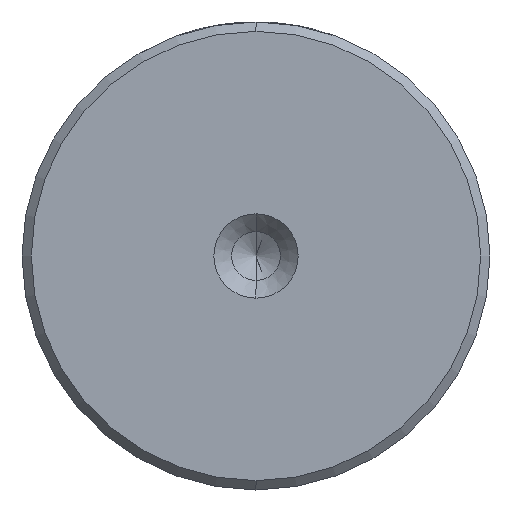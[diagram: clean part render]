
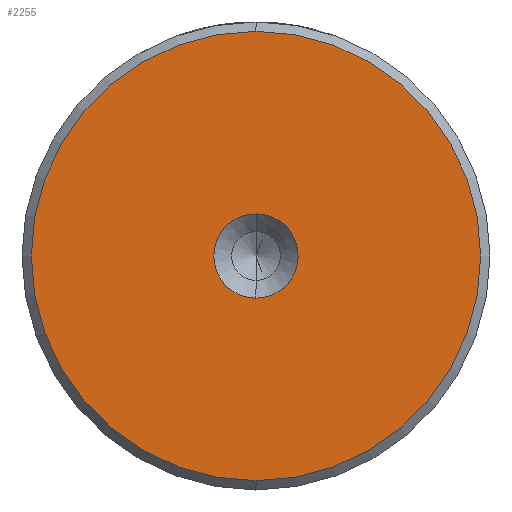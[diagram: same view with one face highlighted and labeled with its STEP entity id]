
A CAD part, left-side view. The second image highlights one B-rep face of the part: STEP entity #2255.
In plain terms, the highlighted planar face has unit normal (-1, 0, 0).
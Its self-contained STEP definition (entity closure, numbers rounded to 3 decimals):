
#4 = CIRCLE ( 'NONE', #2774, 2.25 ) ;
#168 = DIRECTION ( 'NONE',  ( -1., 0., 0. ) ) ;
#227 = ORIENTED_EDGE ( 'NONE', *, *, #3131, .F. ) ;
#286 = EDGE_CURVE ( 'NONE', #501, #1512, #4, .T. ) ;
#407 = EDGE_LOOP ( 'NONE', ( #1716, #227 ) ) ;
#501 = VERTEX_POINT ( 'NONE', #3048 ) ;
#644 = CIRCLE ( 'NONE', #2389, 12. ) ;
#808 = VERTEX_POINT ( 'NONE', #2497 ) ;
#852 = CARTESIAN_POINT ( 'NONE',  ( 0., 0., 0. ) ) ;
#905 = EDGE_CURVE ( 'NONE', #808, #1557, #644, .T. ) ;
#914 = CARTESIAN_POINT ( 'NONE',  ( 0., 0., -2.25 ) ) ;
#1038 = CARTESIAN_POINT ( 'NONE',  ( 0., 0., 0. ) ) ;
#1104 = DIRECTION ( 'NONE',  ( 0., 0., 1. ) ) ;
#1112 = AXIS2_PLACEMENT_3D ( 'NONE', #852, #2689, #1104 ) ;
#1128 = CIRCLE ( 'NONE', #1665, 12. ) ;
#1171 = ORIENTED_EDGE ( 'NONE', *, *, #905, .T. ) ;
#1193 = DIRECTION ( 'NONE',  ( -1., 0., 0. ) ) ;
#1256 = FACE_OUTER_BOUND ( 'NONE', #2007, .T. ) ;
#1276 = DIRECTION ( 'NONE',  ( -1., 0., 0. ) ) ;
#1315 = DIRECTION ( 'NONE',  ( 0., 0., 1. ) ) ;
#1512 = VERTEX_POINT ( 'NONE', #914 ) ;
#1522 = EDGE_CURVE ( 'NONE', #1557, #808, #1128, .T. ) ;
#1557 = VERTEX_POINT ( 'NONE', #1954 ) ;
#1665 = AXIS2_PLACEMENT_3D ( 'NONE', #2771, #1193, #3042 ) ;
#1716 = ORIENTED_EDGE ( 'NONE', *, *, #286, .F. ) ;
#1741 = CARTESIAN_POINT ( 'NONE',  ( 0., 0., 0. ) ) ;
#1910 = AXIS2_PLACEMENT_3D ( 'NONE', #2329, #1276, #3120 ) ;
#1954 = CARTESIAN_POINT ( 'NONE',  ( 0., 0., 12. ) ) ;
#2007 = EDGE_LOOP ( 'NONE', ( #1171, #3227 ) ) ;
#2009 = DIRECTION ( 'NONE',  ( 0., 0., 1. ) ) ;
#2255 = ADVANCED_FACE ( 'NONE', ( #1256, #3364 ), #2854, .T. ) ;
#2329 = CARTESIAN_POINT ( 'NONE',  ( 0., 0., 0. ) ) ;
#2389 = AXIS2_PLACEMENT_3D ( 'NONE', #1741, #168, #2009 ) ;
#2497 = CARTESIAN_POINT ( 'NONE',  ( 0., 0., -12. ) ) ;
#2689 = DIRECTION ( 'NONE',  ( -1., 0., 0. ) ) ;
#2771 = CARTESIAN_POINT ( 'NONE',  ( 0., 0., 0. ) ) ;
#2774 = AXIS2_PLACEMENT_3D ( 'NONE', #1038, #2892, #1315 ) ;
#2854 = PLANE ( 'NONE',  #1910 ) ;
#2892 = DIRECTION ( 'NONE',  ( -1., 0., 0. ) ) ;
#3042 = DIRECTION ( 'NONE',  ( 0., 0., 1. ) ) ;
#3048 = CARTESIAN_POINT ( 'NONE',  ( 0., 0., 2.25 ) ) ;
#3120 = DIRECTION ( 'NONE',  ( 0., 0., 1. ) ) ;
#3131 = EDGE_CURVE ( 'NONE', #1512, #501, #3153, .T. ) ;
#3153 = CIRCLE ( 'NONE', #1112, 2.25 ) ;
#3227 = ORIENTED_EDGE ( 'NONE', *, *, #1522, .T. ) ;
#3364 = FACE_BOUND ( 'NONE', #407, .T. ) ;
